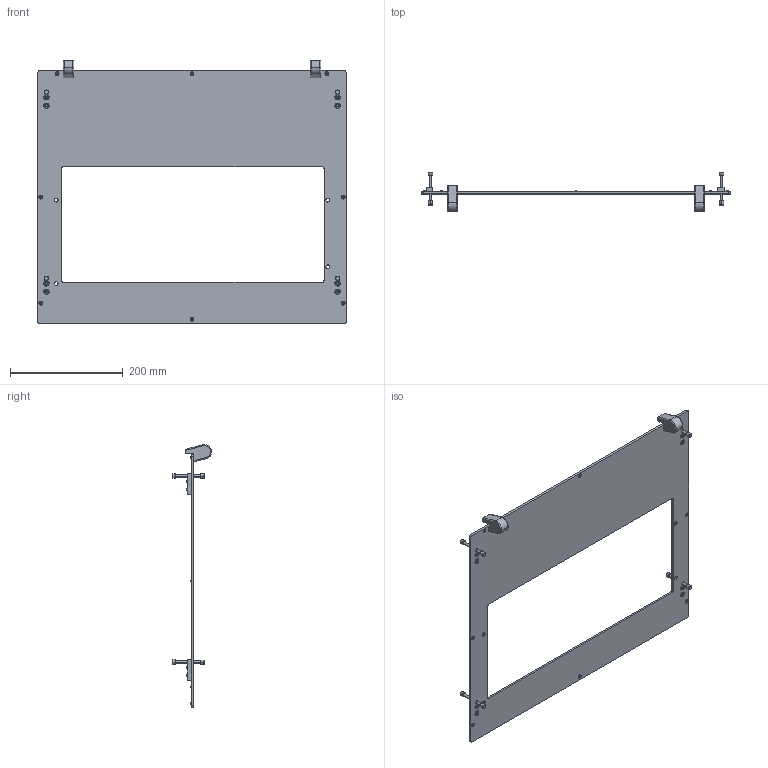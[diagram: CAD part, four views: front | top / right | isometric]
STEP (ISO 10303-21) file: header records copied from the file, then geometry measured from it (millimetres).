
FILE_DESCRIPTION (( 'STEP AP214' ), '1' );
FILE_NAME ('INGUN_113532.STEP', '2024-08-21T08:24:14', ( '' ), ( '' ), 'SwSTEP 2.0', 'SolidWorks 2021', '' );
FILE_SCHEMA (( 'AUTOMOTIVE_DESIGN' ));
Length unit declared in the file: millimetre
Products named in the file (9): 23420~1; 23107~0; DIN7991~n_M03,0x006; 113725~3; DIN7991~n_M04,0x014 VA; INGUN_113532; 13892~3; 23419~3; DIN7991~n_M04,0x012
Assembly tree (35 placements, depth 2):
  INGUN_113532
    113725~3
    13892~3  x2
    23419~3  x4
    23420~1  x4
    23107~0  x4
    DIN7991~n_M04,0x014 VA  x8
    DIN7991~n_M04,0x012  x4
    DIN7991~n_M03,0x006  x8
Bounding box: 546 x 69.18 x 465.97 mm (x, y, z)
Volume: 649850.1 mm3; surface area: 339001.6 mm2
Topology: 35 solids, 35 shells, 892 faces, 2154 edges, 1364 vertices
Faces by surface type: cylinder 568, plane 164, cone 144, torus 16
Entity records: 8738 total; most frequent: DIRECTION 1612, CARTESIAN_POINT 1371, ORIENTED_EDGE 1296, AXIS2_PLACEMENT_3D 665, EDGE_CURVE 648, VERTEX_POINT 408, CIRCLE 362, EDGE_LOOP 338
